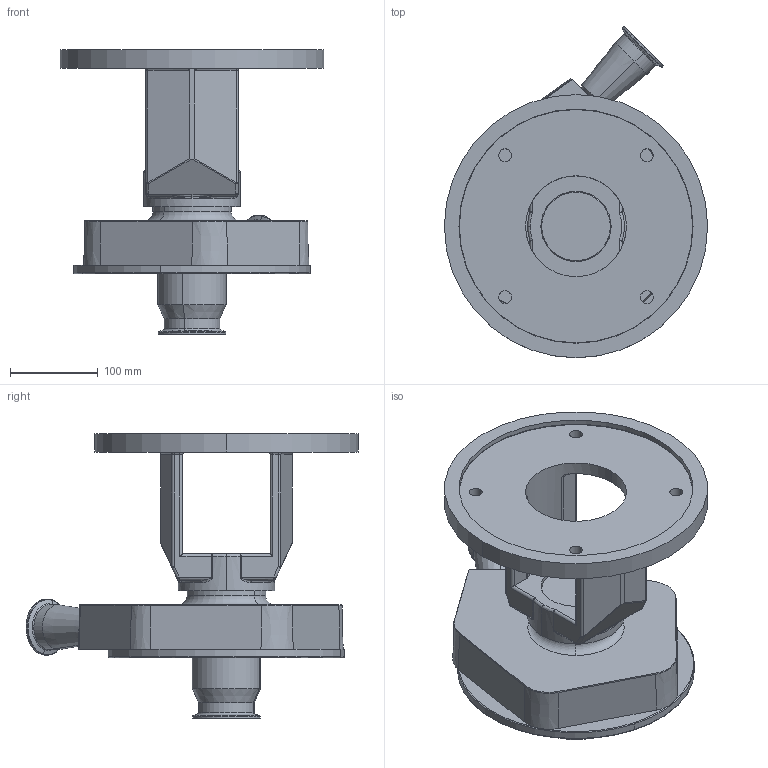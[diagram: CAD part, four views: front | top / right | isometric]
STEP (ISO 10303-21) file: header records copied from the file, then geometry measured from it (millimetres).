
FILE_DESCRIPTION (( 'STEP AP214' ), '1' );
FILE_NAME ('FPR 1741-1742 280TC 45L.STEP', '2023-01-12T19:44:03', ( '' ), ( '' ), 'SwSTEP 2.0', 'SolidWorks 2021', '' );
FILE_SCHEMA (( 'AUTOMOTIVE_DESIGN' ));
Length unit declared in the file: millimetre
Products named in the file (1): FPR 1741-1742 280TC 45L
Bounding box: 300 x 378.32 x 324.5 mm (x, y, z)
Volume: 3753205 mm3; surface area: 600147.5 mm2
Topology: 1 solids, 6 shells, 379 faces, 841 edges, 477 vertices
Faces by surface type: cylinder 129, torus 87, plane 66, cone 65, bspline 21, sphere 11
Entity records: 11967 total; most frequent: CARTESIAN_POINT 3557, DIRECTION 1921, ORIENTED_EDGE 1654, EDGE_CURVE 827, AXIS2_PLACEMENT_3D 822, VERTEX_POINT 477, CIRCLE 463, EDGE_LOOP 410
